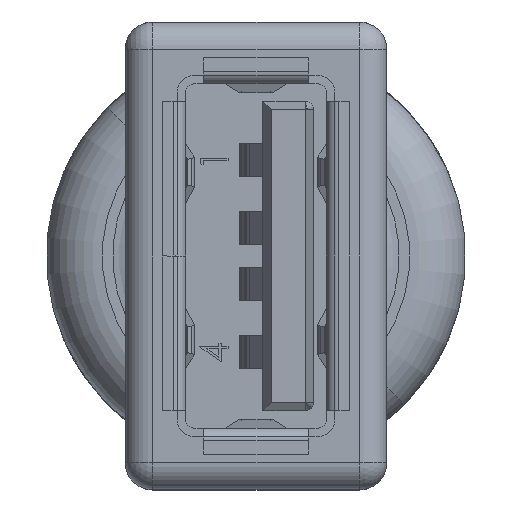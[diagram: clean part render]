
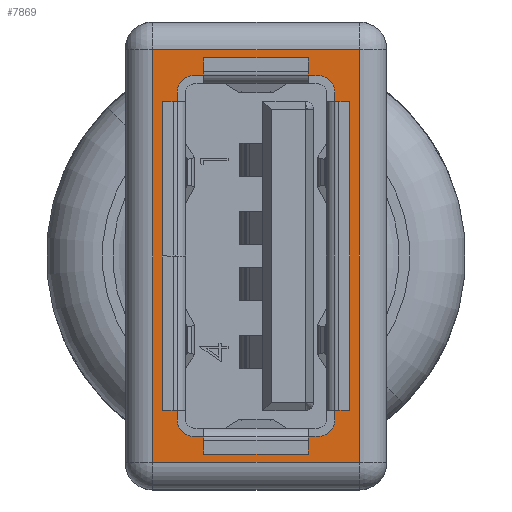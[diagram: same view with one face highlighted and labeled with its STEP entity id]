
A CAD part, front view. The second image highlights one B-rep face of the part: STEP entity #7869.
In plain terms, the highlighted face is planar.
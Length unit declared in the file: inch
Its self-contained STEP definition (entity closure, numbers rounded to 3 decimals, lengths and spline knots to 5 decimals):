
#1714 = CARTESIAN_POINT ( 'NONE',  ( 0.29528, 0.14764, 0. ) ) ;
#4217 = VERTEX_POINT ( 'NONE', #14381 ) ;
#6224 = LINE ( 'NONE', #47119, #43507 ) ;
#7398 = EDGE_CURVE ( 'NONE', #24613, #7510, #6224, .T. ) ;
#7510 = VERTEX_POINT ( 'NONE', #1714 ) ;
#7869 = ADVANCED_FACE ( 'NONE', ( #42879 ), #12762, .F. ) ;
#9574 = ORIENTED_EDGE ( 'NONE', *, *, #28184, .T. ) ;
#11863 = CARTESIAN_POINT ( 'NONE',  ( 0.29528, 0.18701, 0. ) ) ;
#12762 = PLANE ( 'NONE',  #28919 ) ;
#14381 = CARTESIAN_POINT ( 'NONE',  ( -0.29528, -0.14764, 0. ) ) ;
#14994 = VERTEX_POINT ( 'NONE', #36733 ) ;
#16127 = DIRECTION ( 'NONE',  ( 0., 1., 0. ) ) ;
#18042 = ORIENTED_EDGE ( 'NONE', *, *, #43545, .T. ) ;
#19064 = DIRECTION ( 'NONE',  ( -1., 0., 0. ) ) ;
#19932 = VECTOR ( 'NONE', #19064, 39.37008 ) ;
#20389 = ORIENTED_EDGE ( 'NONE', *, *, #25147, .T. ) ;
#21101 = LINE ( 'NONE', #41608, #19932 ) ;
#24613 = VERTEX_POINT ( 'NONE', #42016 ) ;
#25124 = DIRECTION ( 'NONE',  ( 1., 0., 0. ) ) ;
#25147 = EDGE_CURVE ( 'NONE', #7510, #14994, #27440, .T. ) ;
#27440 = LINE ( 'NONE', #11863, #35280 ) ;
#27670 = CARTESIAN_POINT ( 'NONE',  ( -0.29528, 0.18701, 0. ) ) ;
#28184 = EDGE_CURVE ( 'NONE', #4217, #24613, #42269, .T. ) ;
#28662 = DIRECTION ( 'NONE',  ( 0., 0., 1. ) ) ;
#28919 = AXIS2_PLACEMENT_3D ( 'NONE', #47417, #28662, #25124 ) ;
#34700 = DIRECTION ( 'NONE',  ( 0., -1., 0. ) ) ;
#34701 = ORIENTED_EDGE ( 'NONE', *, *, #7398, .T. ) ;
#35280 = VECTOR ( 'NONE', #34700, 39.37008 ) ;
#35793 = DIRECTION ( 'NONE',  ( 1., 0., 0. ) ) ;
#36581 = EDGE_LOOP ( 'NONE', ( #34701, #20389, #18042, #9574 ) ) ;
#36733 = CARTESIAN_POINT ( 'NONE',  ( 0.29528, -0.14764, 0. ) ) ;
#41608 = CARTESIAN_POINT ( 'NONE',  ( -0.33465, -0.14764, 0. ) ) ;
#42016 = CARTESIAN_POINT ( 'NONE',  ( -0.29528, 0.14764, 0. ) ) ;
#42269 = LINE ( 'NONE', #27670, #47024 ) ;
#42879 = FACE_OUTER_BOUND ( 'NONE', #36581, .T. ) ;
#43507 = VECTOR ( 'NONE', #35793, 39.37008 ) ;
#43545 = EDGE_CURVE ( 'NONE', #14994, #4217, #21101, .T. ) ;
#47024 = VECTOR ( 'NONE', #16127, 39.37008 ) ;
#47119 = CARTESIAN_POINT ( 'NONE',  ( 0.33465, 0.14764, 0. ) ) ;
#47417 = CARTESIAN_POINT ( 'NONE',  ( -0.33465, 0.18701, 0. ) ) ;
